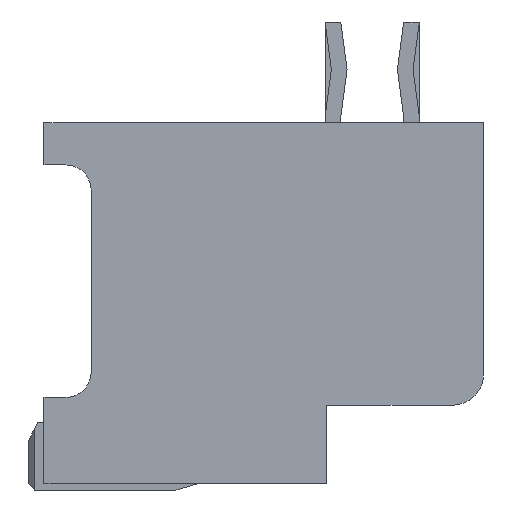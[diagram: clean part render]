
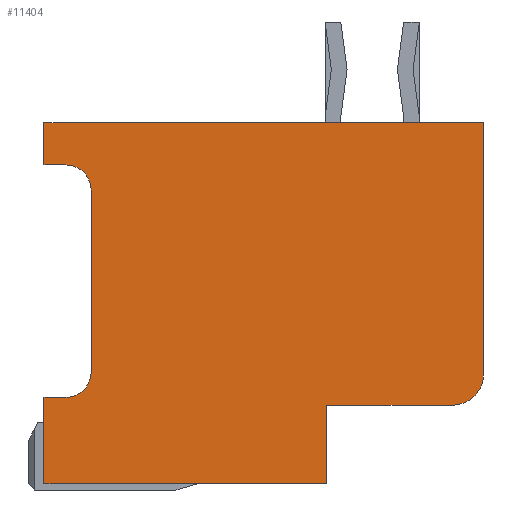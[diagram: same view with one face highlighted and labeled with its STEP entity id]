
A CAD part, left-side view. The second image highlights one B-rep face of the part: STEP entity #11404.
In plain terms, the highlighted planar face has unit normal (-1, 0, 0).
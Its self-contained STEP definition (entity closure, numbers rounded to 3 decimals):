
#1=DIRECTION('',(0.,-1.,0.));
#2=VECTOR('',#1,14.);
#3=CARTESIAN_POINT('',(-17.7,7.,5.05));
#4=LINE('',#3,#2);
#5=DIRECTION('',(0.,0.,-1.));
#6=VECTOR('',#5,8.);
#7=CARTESIAN_POINT('',(-17.7,-7.,5.05));
#8=LINE('',#7,#6);
#9=CARTESIAN_POINT('',(-17.7,-6.,-2.95));
#10=DIRECTION('',(1.,0.,0.));
#11=DIRECTION('',(0.,-1.,0.));
#12=AXIS2_PLACEMENT_3D('',#9,#10,#11);
#14=DIRECTION('',(0.,1.,0.));
#15=VECTOR('',#14,4.);
#16=CARTESIAN_POINT('',(-17.7,-6.,-3.95));
#17=LINE('',#16,#15);
#18=DIRECTION('',(0.,0.,-1.));
#19=VECTOR('',#18,2.5);
#20=CARTESIAN_POINT('',(-17.7,-2.,-3.95));
#21=LINE('',#20,#19);
#22=DIRECTION('',(0.,1.,0.));
#23=VECTOR('',#22,9.);
#24=CARTESIAN_POINT('',(-17.7,-2.,-6.45));
#25=LINE('',#24,#23);
#26=DIRECTION('',(0.,0.,1.));
#27=VECTOR('',#26,2.75);
#28=CARTESIAN_POINT('',(-17.7,7.,-6.45));
#29=LINE('',#28,#27);
#30=DIRECTION('',(0.,-1.,0.));
#31=VECTOR('',#30,0.7);
#32=CARTESIAN_POINT('',(-17.7,7.,-3.7));
#33=LINE('',#32,#31);
#34=CARTESIAN_POINT('',(-17.7,6.3,-2.9));
#35=DIRECTION('',(-1.,0.,0.));
#36=DIRECTION('',(0.,0.,-1.));
#37=AXIS2_PLACEMENT_3D('',#34,#35,#36);
#39=DIRECTION('',(0.,0.,1.));
#40=VECTOR('',#39,5.8);
#41=CARTESIAN_POINT('',(-17.7,5.5,-2.9));
#42=LINE('',#41,#40);
#43=CARTESIAN_POINT('',(-17.7,6.3,2.9));
#44=DIRECTION('',(-1.,0.,0.));
#45=DIRECTION('',(0.,-1.,0.));
#46=AXIS2_PLACEMENT_3D('',#43,#44,#45);
#48=DIRECTION('',(0.,1.,0.));
#49=VECTOR('',#48,0.7);
#50=CARTESIAN_POINT('',(-17.7,6.3,3.7));
#51=LINE('',#50,#49);
#52=DIRECTION('',(0.,0.,1.));
#53=VECTOR('',#52,1.35);
#54=CARTESIAN_POINT('',(-17.7,7.,3.7));
#55=LINE('',#54,#53);
#8583=CARTESIAN_POINT('',(-17.7,7.,5.05));
#8584=CARTESIAN_POINT('',(-17.7,-7.,5.05));
#8585=VERTEX_POINT('',#8583);
#8586=VERTEX_POINT('',#8584);
#8587=CARTESIAN_POINT('',(-17.7,-7.,-2.95));
#8588=VERTEX_POINT('',#8587);
#8589=CARTESIAN_POINT('',(-17.7,-6.,-3.95));
#8590=VERTEX_POINT('',#8589);
#8591=CARTESIAN_POINT('',(-17.7,-2.,-3.95));
#8592=VERTEX_POINT('',#8591);
#8593=CARTESIAN_POINT('',(-17.7,-2.,-6.45));
#8594=VERTEX_POINT('',#8593);
#8595=CARTESIAN_POINT('',(-17.7,7.,-6.45));
#8596=VERTEX_POINT('',#8595);
#8597=CARTESIAN_POINT('',(-17.7,7.,-3.7));
#8598=VERTEX_POINT('',#8597);
#8613=CARTESIAN_POINT('',(-17.7,6.3,-3.7));
#8614=VERTEX_POINT('',#8613);
#8615=CARTESIAN_POINT('',(-17.7,5.5,-2.9));
#8616=VERTEX_POINT('',#8615);
#8617=CARTESIAN_POINT('',(-17.7,5.5,2.9));
#8618=VERTEX_POINT('',#8617);
#8619=CARTESIAN_POINT('',(-17.7,6.3,3.7));
#8620=VERTEX_POINT('',#8619);
#8621=CARTESIAN_POINT('',(-17.7,7.,3.7));
#8622=VERTEX_POINT('',#8621);
#11371=CARTESIAN_POINT('',(-17.7,0.,0.));
#11372=DIRECTION('',(1.,0.,0.));
#11373=DIRECTION('',(0.,0.,-1.));
#11374=AXIS2_PLACEMENT_3D('',#11371,#11372,#11373);
#11375=PLANE('',#11374);
#11377=ORIENTED_EDGE('',*,*,#11376,.T.);
#11379=ORIENTED_EDGE('',*,*,#11378,.T.);
#11381=ORIENTED_EDGE('',*,*,#11380,.T.);
#11383=ORIENTED_EDGE('',*,*,#11382,.T.);
#11385=ORIENTED_EDGE('',*,*,#11384,.T.);
#11387=ORIENTED_EDGE('',*,*,#11386,.T.);
#11389=ORIENTED_EDGE('',*,*,#11388,.T.);
#11391=ORIENTED_EDGE('',*,*,#11390,.T.);
#11393=ORIENTED_EDGE('',*,*,#11392,.T.);
#11395=ORIENTED_EDGE('',*,*,#11394,.T.);
#11397=ORIENTED_EDGE('',*,*,#11396,.T.);
#11399=ORIENTED_EDGE('',*,*,#11398,.T.);
#11401=ORIENTED_EDGE('',*,*,#11400,.T.);
#11402=EDGE_LOOP('',(#11377,#11379,#11381,#11383,#11385,#11387,#11389,#11391,
#11393,#11395,#11397,#11399,#11401));
#11403=FACE_OUTER_BOUND('',#11402,.F.);
#11404=ADVANCED_FACE('',(#11403),#11375,.F.);
#13=CIRCLE('',#12,1.);
#38=CIRCLE('',#37,0.8);
#47=CIRCLE('',#46,0.8);
#11376=EDGE_CURVE('',#8585,#8586,#4,.T.);
#11378=EDGE_CURVE('',#8586,#8588,#8,.T.);
#11380=EDGE_CURVE('',#8588,#8590,#13,.T.);
#11382=EDGE_CURVE('',#8590,#8592,#17,.T.);
#11384=EDGE_CURVE('',#8592,#8594,#21,.T.);
#11386=EDGE_CURVE('',#8594,#8596,#25,.T.);
#11388=EDGE_CURVE('',#8596,#8598,#29,.T.);
#11390=EDGE_CURVE('',#8598,#8614,#33,.T.);
#11392=EDGE_CURVE('',#8614,#8616,#38,.T.);
#11394=EDGE_CURVE('',#8616,#8618,#42,.T.);
#11396=EDGE_CURVE('',#8618,#8620,#47,.T.);
#11398=EDGE_CURVE('',#8620,#8622,#51,.T.);
#11400=EDGE_CURVE('',#8622,#8585,#55,.T.);
